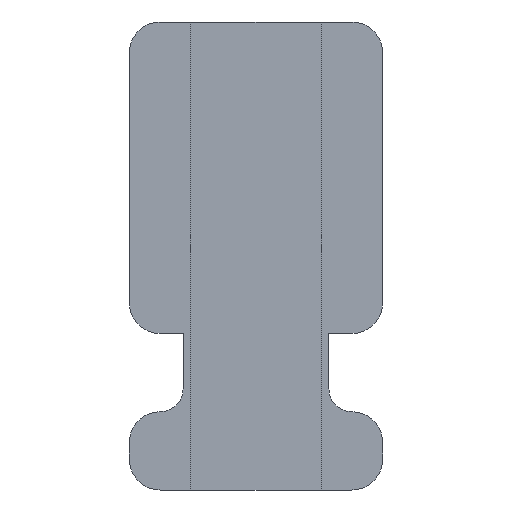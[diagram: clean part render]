
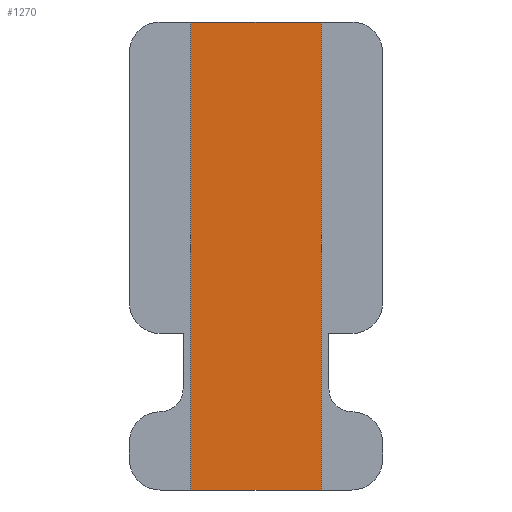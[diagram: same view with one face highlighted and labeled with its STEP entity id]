
A CAD part, front view. The second image highlights one B-rep face of the part: STEP entity #1270.
In plain terms, the highlighted planar face has unit normal (0, -1, 0).
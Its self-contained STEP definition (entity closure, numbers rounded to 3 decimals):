
#59 = EDGE_CURVE ( 'NONE', #740, #640, #1031, .T. ) ;
#163 = CARTESIAN_POINT ( 'NONE',  ( -0.425, 0., -1.525 ) ) ;
#276 = EDGE_LOOP ( 'NONE', ( #324, #1307, #1489, #612 ) ) ;
#278 = CARTESIAN_POINT ( 'NONE',  ( -0.425, 0., 1.525 ) ) ;
#284 = VECTOR ( 'NONE', #837, 1000. ) ;
#323 = DIRECTION ( 'NONE',  ( 0., 0., -1. ) ) ;
#324 = ORIENTED_EDGE ( 'NONE', *, *, #59, .F. ) ;
#408 = CARTESIAN_POINT ( 'NONE',  ( 0.425, 0., 1.525 ) ) ;
#424 = CARTESIAN_POINT ( 'NONE',  ( -0.425, 0., 1.525 ) ) ;
#466 = VECTOR ( 'NONE', #1266, 1000. ) ;
#484 = CARTESIAN_POINT ( 'NONE',  ( 0., 0., 0. ) ) ;
#503 = LINE ( 'NONE', #163, #1224 ) ;
#526 = DIRECTION ( 'NONE',  ( -1., 0., 0. ) ) ;
#578 = CARTESIAN_POINT ( 'NONE',  ( -0.425, 0., 1.525 ) ) ;
#607 = FACE_OUTER_BOUND ( 'NONE', #276, .T. ) ;
#612 = ORIENTED_EDGE ( 'NONE', *, *, #832, .F. ) ;
#640 = VERTEX_POINT ( 'NONE', #737 ) ;
#667 = CARTESIAN_POINT ( 'NONE',  ( -0.425, 0., -1.525 ) ) ;
#737 = CARTESIAN_POINT ( 'NONE',  ( 0.425, 0., -1.525 ) ) ;
#740 = VERTEX_POINT ( 'NONE', #408 ) ;
#773 = CARTESIAN_POINT ( 'NONE',  ( 0.425, 0., 1.525 ) ) ;
#832 = EDGE_CURVE ( 'NONE', #640, #1354, #503, .T. ) ;
#837 = DIRECTION ( 'NONE',  ( 0., 0., 1. ) ) ;
#847 = VERTEX_POINT ( 'NONE', #278 ) ;
#1001 = AXIS2_PLACEMENT_3D ( 'NONE', #484, #1442, #323 ) ;
#1031 = LINE ( 'NONE', #773, #466 ) ;
#1087 = LINE ( 'NONE', #424, #1583 ) ;
#1224 = VECTOR ( 'NONE', #526, 1000. ) ;
#1266 = DIRECTION ( 'NONE',  ( 0., 0., -1. ) ) ;
#1270 = ADVANCED_FACE ( 'NONE', ( #607 ), #1603, .T. ) ;
#1306 = LINE ( 'NONE', #578, #284 ) ;
#1307 = ORIENTED_EDGE ( 'NONE', *, *, #1443, .F. ) ;
#1328 = DIRECTION ( 'NONE',  ( 1., 0., 0. ) ) ;
#1354 = VERTEX_POINT ( 'NONE', #667 ) ;
#1442 = DIRECTION ( 'NONE',  ( 0., -1., 0. ) ) ;
#1443 = EDGE_CURVE ( 'NONE', #847, #740, #1087, .T. ) ;
#1470 = EDGE_CURVE ( 'NONE', #1354, #847, #1306, .T. ) ;
#1489 = ORIENTED_EDGE ( 'NONE', *, *, #1470, .F. ) ;
#1583 = VECTOR ( 'NONE', #1328, 1000. ) ;
#1603 = PLANE ( 'NONE',  #1001 ) ;
